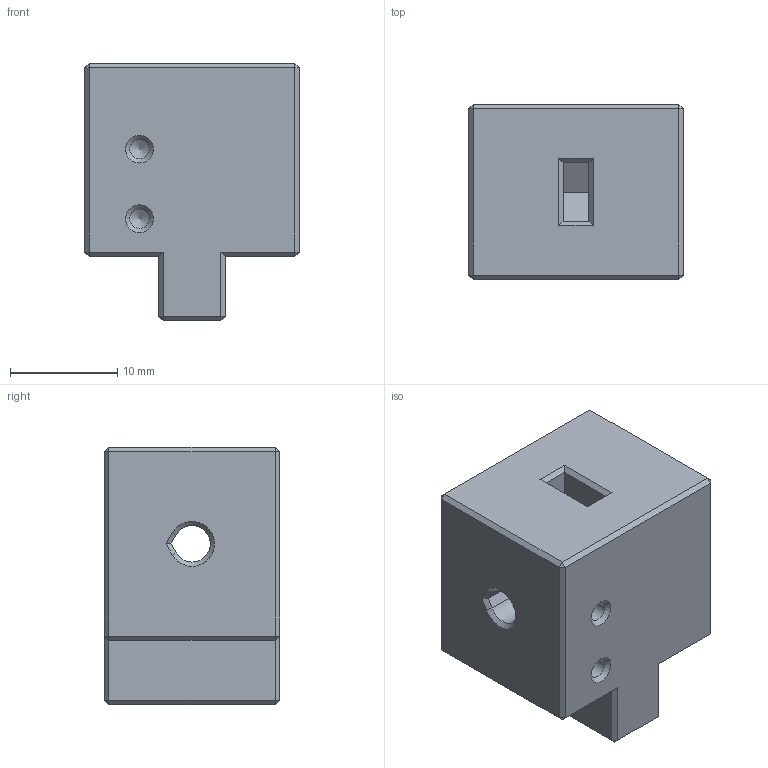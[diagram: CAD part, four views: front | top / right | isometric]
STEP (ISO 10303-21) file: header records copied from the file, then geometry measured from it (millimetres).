
FILE_DESCRIPTION(('FreeCAD Model'),'2;1');
FILE_NAME('Open CASCADE Shape Model','2024-12-02T05:42:36',(''),(''), 'Open CASCADE STEP processor 7.8','FreeCAD','Unknown');
FILE_SCHEMA(('AUTOMOTIVE_DESIGN { 1 0 10303 214 1 1 1 1 }'));
Length unit declared in the file: millimetre
Products named in the file (2): Nudge_Mount_Part2; Body001
Assembly tree (1 placements, depth 2):
  Nudge_Mount_Part2
    Body001
Bounding box: 20 x 16.35 x 24 mm (x, y, z)
Volume: 5681.4 mm3; surface area: 2912.3 mm2
Topology: 1 solids, 1 shells, 85 faces, 178 edges, 99 vertices
Faces by surface type: plane 65, cone 11, cylinder 9
Full cylindrical faces by diameter (mm): 1.8 x2, 3.4 x2, 5.2 x2, 6.2 x1
Entity records: 4461 total; most frequent: CARTESIAN_POINT 720, DIRECTION 719, LINE 483, VECTOR 483, ORIENTED_EDGE 348, PCURVE 348, DEFINITIONAL_REPRESENTATION 348, EDGE_CURVE 174
